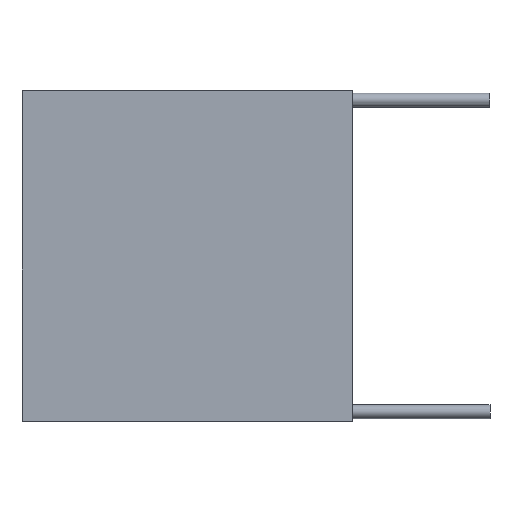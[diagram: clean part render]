
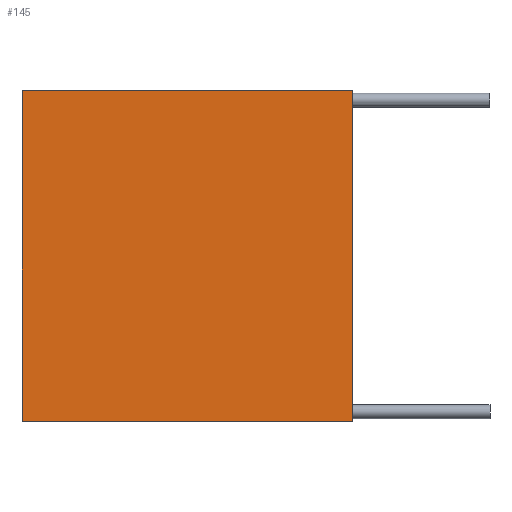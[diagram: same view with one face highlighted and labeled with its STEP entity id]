
A CAD part, top view. The second image highlights one B-rep face of the part: STEP entity #145.
In plain terms, the highlighted planar face has unit normal (0, 0, 1).
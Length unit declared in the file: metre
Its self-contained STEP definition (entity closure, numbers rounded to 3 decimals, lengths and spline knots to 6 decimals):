
#53=ORIENTED_EDGE('',*,*,#67,.F.);
#54=ORIENTED_EDGE('',*,*,#71,.T.);
#55=ORIENTED_EDGE('',*,*,#74,.T.);
#56=ORIENTED_EDGE('',*,*,#76,.F.);
#67=EDGE_CURVE('',#81,#82,#91,.T.);
#71=EDGE_CURVE('',#81,#84,#95,.T.);
#74=EDGE_CURVE('',#84,#86,#98,.T.);
#76=EDGE_CURVE('',#82,#86,#100,.T.);
#81=VERTEX_POINT('',#239);
#82=VERTEX_POINT('',#241);
#84=VERTEX_POINT('',#247);
#86=VERTEX_POINT('',#253);
#91=LINE('',#240,#103);
#95=LINE('',#248,#107);
#98=LINE('',#254,#110);
#100=LINE('',#257,#112);
#103=VECTOR('',#197,1.);
#107=VECTOR('',#203,1.);
#110=VECTOR('',#208,1.);
#112=VECTOR('',#212,1.);
#117=EDGE_LOOP('',(#53,#54,#55,#56));
#127=FACE_BOUND('',#117,.T.);
#137=PLANE('',#181);
#145=ADVANCED_FACE('',(#127),#137,.T.);
#181=AXIS2_PLACEMENT_3D('',#258,#213,#214);
#197=DIRECTION('',(0.,1.,0.));
#203=DIRECTION('',(1.,0.,0.));
#208=DIRECTION('',(0.,1.,0.));
#212=DIRECTION('',(1.,0.,0.));
#213=DIRECTION('',(0.,0.,1.));
#214=DIRECTION('',(1.,0.,0.));
#239=CARTESIAN_POINT('',(0.,0.,0.0005));
#240=CARTESIAN_POINT('',(0.,0.003605,0.0005));
#241=CARTESIAN_POINT('',(0.,0.00721,0.0005));
#247=CARTESIAN_POINT('',(0.00721,0.,0.0005));
#248=CARTESIAN_POINT('',(0.003605,0.,0.0005));
#253=CARTESIAN_POINT('',(0.00721,0.00721,0.0005));
#254=CARTESIAN_POINT('',(0.00721,0.003605,0.0005));
#257=CARTESIAN_POINT('',(0.003605,0.00721,0.0005));
#258=CARTESIAN_POINT('',(0.003605,0.003605,0.0005));
